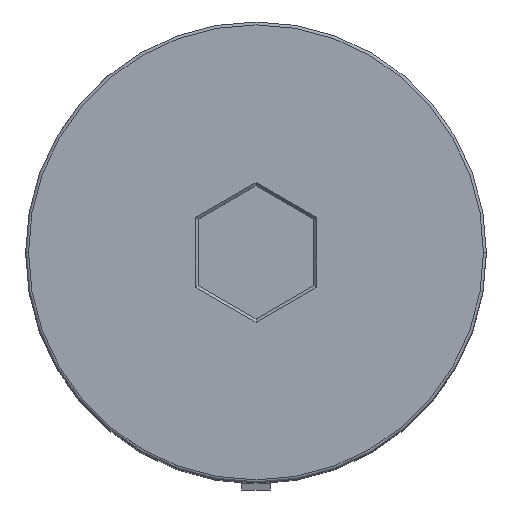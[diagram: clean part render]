
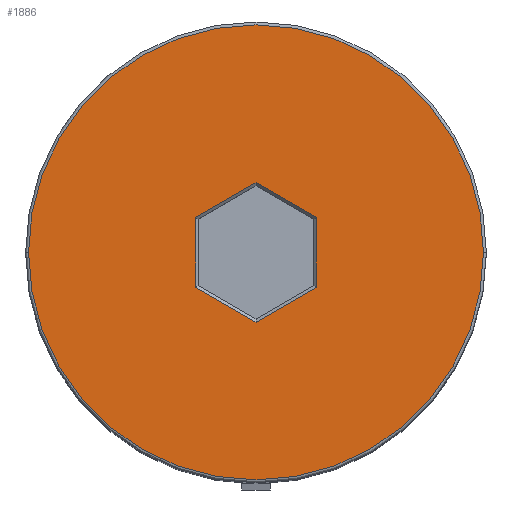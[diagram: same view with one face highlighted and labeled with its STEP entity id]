
A CAD part, top view. The second image highlights one B-rep face of the part: STEP entity #1886.
In plain terms, the highlighted planar face has unit normal (0, 0, 1).
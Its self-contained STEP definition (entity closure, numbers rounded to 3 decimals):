
#38 = CARTESIAN_POINT ( 'NONE',  ( 2.1, -1.212, 0. ) ) ;
#55 = CARTESIAN_POINT ( 'NONE',  ( -2.1, -1.212, 0. ) ) ;
#68 = VERTEX_POINT ( 'NONE', #1997 ) ;
#216 = LINE ( 'NONE', #884, #1602 ) ;
#227 = FACE_OUTER_BOUND ( 'NONE', #994, .T. ) ;
#249 = VERTEX_POINT ( 'NONE', #967 ) ;
#286 = VECTOR ( 'NONE', #732, 1000. ) ;
#321 = AXIS2_PLACEMENT_3D ( 'NONE', #698, #875, #1037 ) ;
#354 = DIRECTION ( 'NONE',  ( -0.866, 0.5, 0. ) ) ;
#373 = CIRCLE ( 'NONE', #548, 7.9 ) ;
#393 = FACE_BOUND ( 'NONE', #1432, .T. ) ;
#424 = CARTESIAN_POINT ( 'NONE',  ( 0.05, -2.396, 0. ) ) ;
#434 = EDGE_CURVE ( 'NONE', #1711, #249, #373, .T. ) ;
#441 = CARTESIAN_POINT ( 'NONE',  ( 2.1, 1.212, 0. ) ) ;
#443 = VECTOR ( 'NONE', #354, 1000. ) ;
#467 = EDGE_CURVE ( 'NONE', #1858, #1203, #1830, .T. ) ;
#548 = AXIS2_PLACEMENT_3D ( 'NONE', #804, #675, #1619 ) ;
#575 = LINE ( 'NONE', #424, #1362 ) ;
#587 = ORIENTED_EDGE ( 'NONE', *, *, #1483, .T. ) ;
#675 = DIRECTION ( 'NONE',  ( 0., 0., 1. ) ) ;
#698 = CARTESIAN_POINT ( 'NONE',  ( 0., 0., 0. ) ) ;
#711 = CARTESIAN_POINT ( 'NONE',  ( 0., 0., 0. ) ) ;
#732 = DIRECTION ( 'NONE',  ( 0., -1., 0. ) ) ;
#760 = EDGE_CURVE ( 'NONE', #1373, #68, #575, .T. ) ;
#799 = EDGE_CURVE ( 'NONE', #68, #1858, #987, .T. ) ;
#804 = CARTESIAN_POINT ( 'NONE',  ( 0., 0., 0. ) ) ;
#875 = DIRECTION ( 'NONE',  ( 0., 0., 1. ) ) ;
#884 = CARTESIAN_POINT ( 'NONE',  ( -0.05, 2.396, 0. ) ) ;
#889 = DIRECTION ( 'NONE',  ( 0., 0., 1. ) ) ;
#928 = CIRCLE ( 'NONE', #1939, 7.9 ) ;
#931 = ORIENTED_EDGE ( 'NONE', *, *, #1540, .T. ) ;
#967 = CARTESIAN_POINT ( 'NONE',  ( -7.9, 0., 0. ) ) ;
#987 = LINE ( 'NONE', #1605, #443 ) ;
#994 = EDGE_LOOP ( 'NONE', ( #1725, #587 ) ) ;
#1017 = VERTEX_POINT ( 'NONE', #1727 ) ;
#1037 = DIRECTION ( 'NONE',  ( 1., 0., 0. ) ) ;
#1052 = CARTESIAN_POINT ( 'NONE',  ( 2.05, 1.241, 0. ) ) ;
#1066 = CARTESIAN_POINT ( 'NONE',  ( 2.1, -1.155, 0. ) ) ;
#1173 = DIRECTION ( 'NONE',  ( 0., 1., 0. ) ) ;
#1188 = ORIENTED_EDGE ( 'NONE', *, *, #799, .T. ) ;
#1201 = DIRECTION ( 'NONE',  ( 1., 0., 0. ) ) ;
#1203 = VERTEX_POINT ( 'NONE', #2026 ) ;
#1311 = ORIENTED_EDGE ( 'NONE', *, *, #467, .T. ) ;
#1337 = CARTESIAN_POINT ( 'NONE',  ( -2.1, 1.155, 0. ) ) ;
#1358 = LINE ( 'NONE', #1066, #286 ) ;
#1362 = VECTOR ( 'NONE', #1555, 1000. ) ;
#1373 = VERTEX_POINT ( 'NONE', #38 ) ;
#1428 = VECTOR ( 'NONE', #1994, 1000. ) ;
#1432 = EDGE_LOOP ( 'NONE', ( #1888, #1188, #1311, #1821, #931, #1908 ) ) ;
#1483 = EDGE_CURVE ( 'NONE', #249, #1711, #928, .T. ) ;
#1506 = PLANE ( 'NONE',  #321 ) ;
#1540 = EDGE_CURVE ( 'NONE', #1017, #1701, #2016, .T. ) ;
#1549 = EDGE_CURVE ( 'NONE', #1701, #1373, #1358, .T. ) ;
#1555 = DIRECTION ( 'NONE',  ( -0.866, -0.5, 0. ) ) ;
#1602 = VECTOR ( 'NONE', #1820, 1000. ) ;
#1605 = CARTESIAN_POINT ( 'NONE',  ( -2.05, -1.241, 0. ) ) ;
#1619 = DIRECTION ( 'NONE',  ( 1., 0., 0. ) ) ;
#1701 = VERTEX_POINT ( 'NONE', #441 ) ;
#1711 = VERTEX_POINT ( 'NONE', #1811 ) ;
#1725 = ORIENTED_EDGE ( 'NONE', *, *, #434, .T. ) ;
#1727 = CARTESIAN_POINT ( 'NONE',  ( 0., 2.425, 0. ) ) ;
#1811 = CARTESIAN_POINT ( 'NONE',  ( 7.9, 0., 0. ) ) ;
#1820 = DIRECTION ( 'NONE',  ( 0.866, 0.5, 0. ) ) ;
#1821 = ORIENTED_EDGE ( 'NONE', *, *, #1861, .T. ) ;
#1830 = LINE ( 'NONE', #1337, #1831 ) ;
#1831 = VECTOR ( 'NONE', #1173, 1000. ) ;
#1858 = VERTEX_POINT ( 'NONE', #55 ) ;
#1861 = EDGE_CURVE ( 'NONE', #1203, #1017, #216, .T. ) ;
#1886 = ADVANCED_FACE ( 'NONE', ( #227, #393 ), #1506, .T. ) ;
#1888 = ORIENTED_EDGE ( 'NONE', *, *, #760, .T. ) ;
#1908 = ORIENTED_EDGE ( 'NONE', *, *, #1549, .T. ) ;
#1939 = AXIS2_PLACEMENT_3D ( 'NONE', #711, #889, #1201 ) ;
#1994 = DIRECTION ( 'NONE',  ( 0.866, -0.5, 0. ) ) ;
#1997 = CARTESIAN_POINT ( 'NONE',  ( 0., -2.425, 0. ) ) ;
#2016 = LINE ( 'NONE', #1052, #1428 ) ;
#2026 = CARTESIAN_POINT ( 'NONE',  ( -2.1, 1.212, 0. ) ) ;
